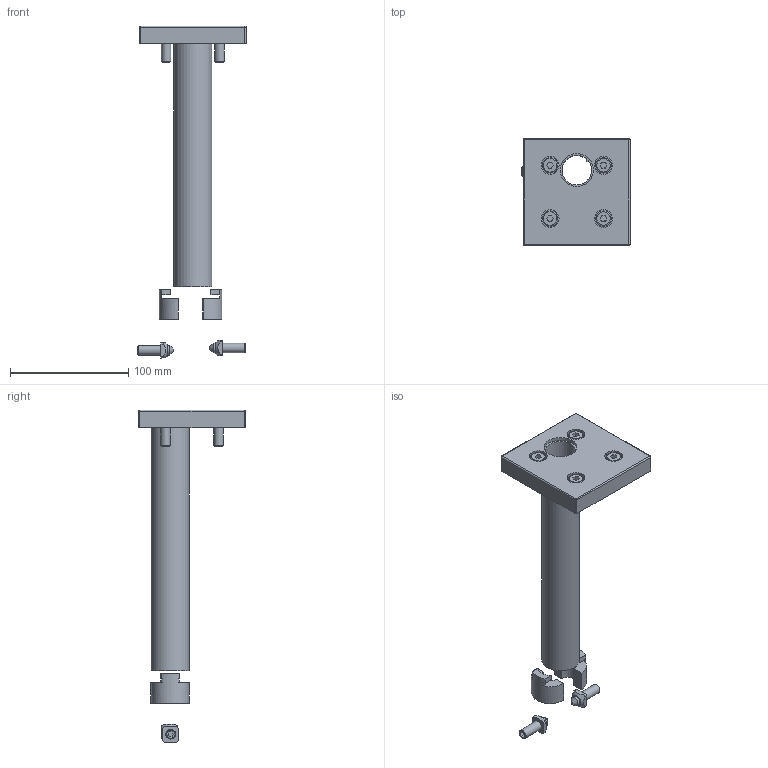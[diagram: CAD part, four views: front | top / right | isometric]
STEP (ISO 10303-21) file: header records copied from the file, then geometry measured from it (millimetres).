
FILE_DESCRIPTION(/* description */ ('Befestigungssatz 90 für Einbauzylinder'),/* implementation_level */ '2;1');
FILE_NAME(/* name */ '270006-0.step',/* time_stamp */ '2021-08-27T14:56:53+02:00',/* author */ ('MuellerJ'),/* organization */ (''),/* preprocessor_version */ 'ST-DEVELOPER v18.1',/* originating_system */ 'Autodesk Inventor 2021',/* authorisation */ '');
FILE_SCHEMA (('AUTOMOTIVE_DESIGN { 1 0 10303 214 3 1 1 }'));
Length unit declared in the file: millimetre
Products named in the file (7): leer; 27-0006-1FZ.000; 27-0005-2FZ.000; 27-0005-1FZ.003; 21-1351-0FZ.004; leer_1; leer_2
Assembly tree (12 placements, depth 2):
  leer
    27-0006-1FZ.000
    27-0005-2FZ.000  x2
    27-0005-1FZ.003
    21-1351-0FZ.004  x2
    leer_1  x2
    leer_2  x4
Bounding box: 91.39 x 90 x 280.27 mm (x, y, z)
Volume: 195747.7 mm3; surface area: 75168.8 mm2
Topology: 12 solids, 12 shells, 170 faces, 390 edges, 251 vertices
Faces by surface type: plane 105, cylinder 38, cone 15, torus 8, sphere 4
Full cylindrical faces by diameter (mm): 8 x8, 9 x4, 13 x4, 15 x4, 25 x1, 27.835 x1, 30 x1, 32 x1
Entity records: 2777 total; most frequent: DIRECTION 462, CARTESIAN_POINT 457, ORIENTED_EDGE 386, EDGE_CURVE 193, AXIS2_PLACEMENT_3D 177, VERTEX_POINT 124, EDGE_LOOP 111, LINE 108
